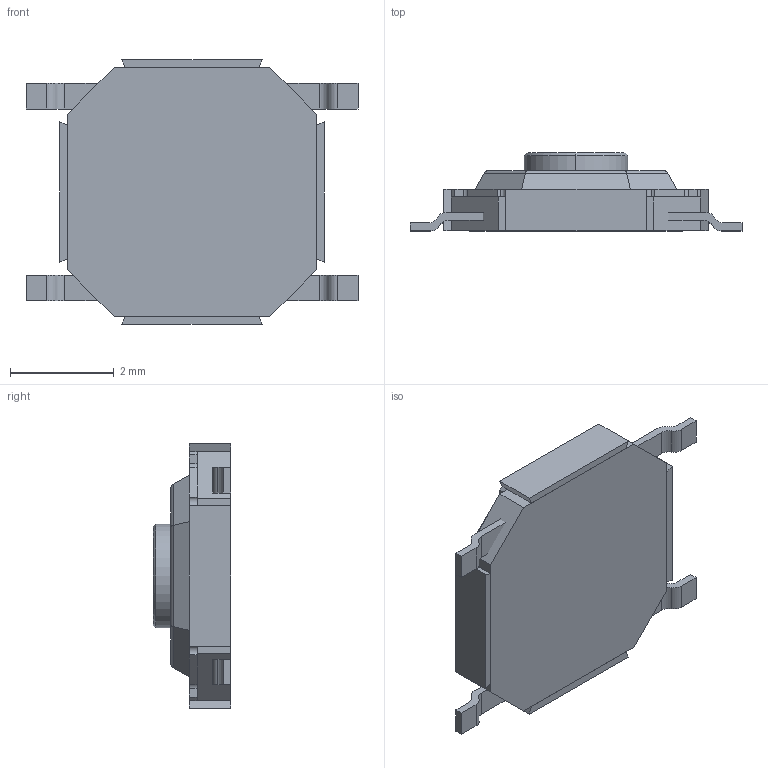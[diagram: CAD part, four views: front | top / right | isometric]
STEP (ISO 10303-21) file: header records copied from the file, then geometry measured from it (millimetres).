
FILE_DESCRIPTION (( 'STEP AP214' ), '1' );
FILE_NAME ('E9E28551-8ED6-4D0F-A5FB-023ECE478B6C.STEP', '2023-02-10T09:42:43', ( '' ), ( '' ), 'SwSTEP 2.0', 'SolidWorks 2022', '' );
FILE_SCHEMA (( 'AUTOMOTIVE_DESIGN' ));
Length unit declared in the file: millimetre
Products named in the file (1): E9E28551-8ED6-4D0F-A5FB-023ECE478B6C
Bounding box: 6.4 x 1.5 x 5.1 mm (x, y, z)
Volume: 24 mm3; surface area: 138.5 mm2
Topology: 7 solids, 7 shells, 138 faces, 346 edges, 224 vertices
Faces by surface type: plane 96, cylinder 38, torus 2, cone 2
Entity records: 4164 total; most frequent: CARTESIAN_POINT 733, ORIENTED_EDGE 692, DIRECTION 682, EDGE_CURVE 346, VECTOR 272, LINE 272, VERTEX_POINT 224, AXIS2_PLACEMENT_3D 205
